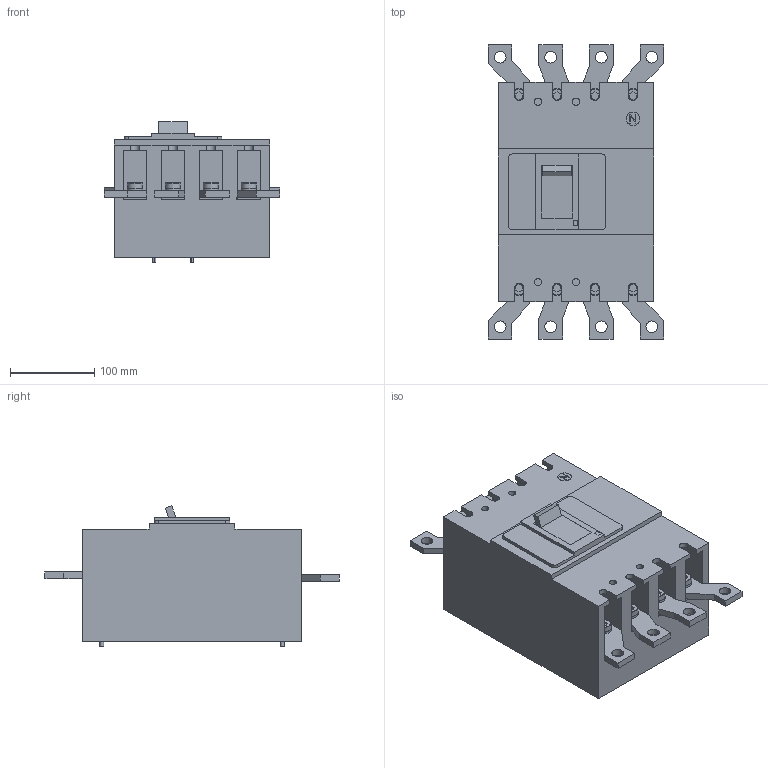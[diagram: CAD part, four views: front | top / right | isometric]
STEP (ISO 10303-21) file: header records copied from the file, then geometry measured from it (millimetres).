
FILE_DESCRIPTION(('CoCreate Modeling STEP Export'),'2;1');
FILE_NAME('Ｈ４００ＮＥ４ＦＢ.stp','2012-03-23T15:33:57',(''),(''),'CoCreate Modeling STEP processor for AP214 (Solid Model)','CoCreate Modeling 17.0 01-Apr-2010 (C) Parametric Technology GmbH','');
FILE_SCHEMA(('AUTOMOTIVE_DESIGN { 1 0 10303 214 1 1 1 1 }'));
Length unit declared in the file: millimetre
Products named in the file (5): p2.1; p4; p3.6; p1; Ｈ４００ＮＥ４ＦＢ
Assembly tree (21 placements, depth 2):
  Ｈ４００ＮＥ４ＦＢ
    p4  x8
    p3.6  x8
    p1
    p2.1  x4
Bounding box: 208 x 349 x 166.5 mm (x, y, z)
Volume: 6357960.5 mm3; surface area: 350804 mm2
Topology: 21 solids, 21 shells, 524 faces, 1252 edges, 824 vertices
Faces by surface type: plane 350, cylinder 174
Entity records: 9590 total; most frequent: ORIENTED_EDGE 1592, CARTESIAN_POINT 1448, DIRECTION 1274, EDGE_CURVE 796, VECTOR 582, LINE 582, VERTEX_POINT 520, EDGE_LOOP 372
